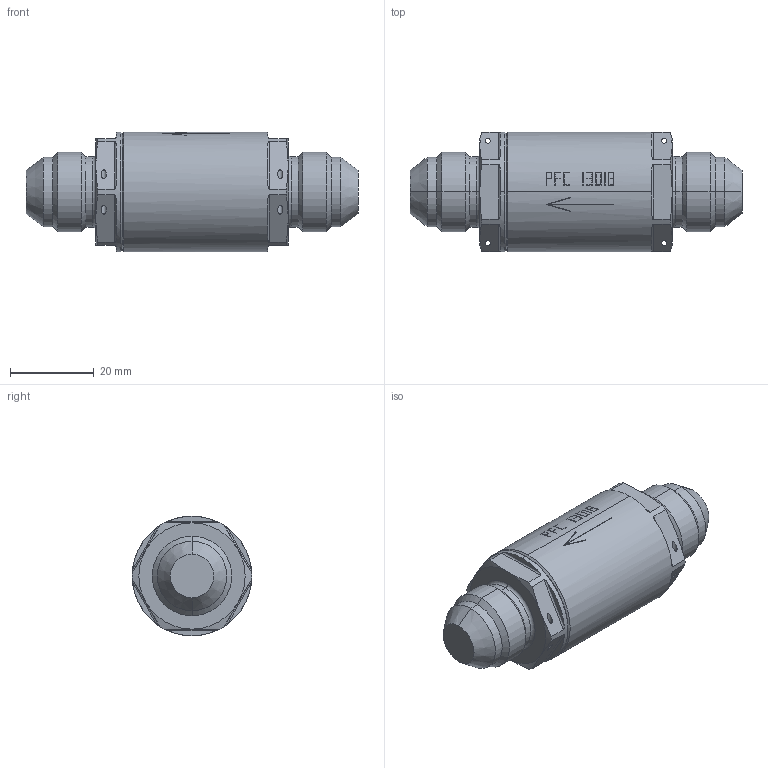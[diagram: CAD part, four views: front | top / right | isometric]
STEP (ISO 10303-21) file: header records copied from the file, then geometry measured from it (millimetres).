
FILE_DESCRIPTION (( 'STEP AP203' ), '1' );
FILE_NAME ('13018000 A Whole.STEP', '2015-01-29T19:50:54', ( '' ), ( '' ), 'SwSTEP 2.0', 'SolidWorks 2014', '' );
FILE_SCHEMA (( 'CONFIG_CONTROL_DESIGN' ));
Length unit declared in the file: inch
Products named in the file (1): 13018000 A Whole
Bounding box: 79.35 x 28.57 x 28.57 mm (x, y, z)
Volume: 36222 mm3; surface area: 7143.8 mm2
Topology: 1 solids, 1 shells, 187 faces, 468 edges, 298 vertices
Faces by surface type: plane 100, cylinder 49, cone 28, bspline 6, torus 4
Entity records: 5926 total; most frequent: CARTESIAN_POINT 1425, ORIENTED_EDGE 936, DIRECTION 903, EDGE_CURVE 468, AXIS2_PLACEMENT_3D 336, VERTEX_POINT 298, VECTOR 231, LINE 231
